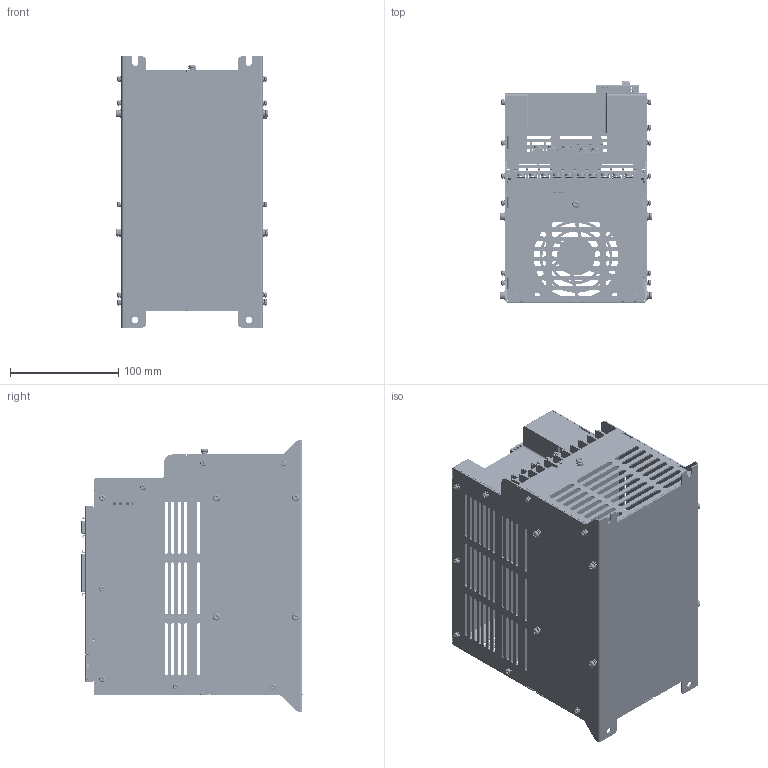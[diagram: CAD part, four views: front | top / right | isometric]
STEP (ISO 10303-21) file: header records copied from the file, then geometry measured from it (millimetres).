
FILE_DESCRIPTION (( 'STEP AP203' ), '1' );
FILE_NAME ('L7P_5kW.STEP', '2016-04-18T07:28:46', ( '憮霞艙' ), ( '' ), 'SwSTEP 2.0', 'SolidWorks 2011', '' );
FILE_SCHEMA (( 'CONFIG_CONTROL_DESIGN' ));
Products named in the file (1): L7P_5kW
Bounding box: 140.6 x 203.8 x 250 mm (x, y, z)
Volume: 354639.3 mm3; surface area: 519770.1 mm2
Topology: 109 solids, 109 shells, 10262 faces, 28197 edges, 18280 vertices
Faces by surface type: plane 6611, cylinder 2335, bspline 949, sphere 170, torus 161, cone 36
Entity records: 377184 total; most frequent: CARTESIAN_POINT 119701, ORIENTED_EDGE 56040, DIRECTION 49194, EDGE_CURVE 28020, VECTOR 20432, LINE 20432, VERTEX_POINT 18280, AXIS2_PLACEMENT_3D 14381
